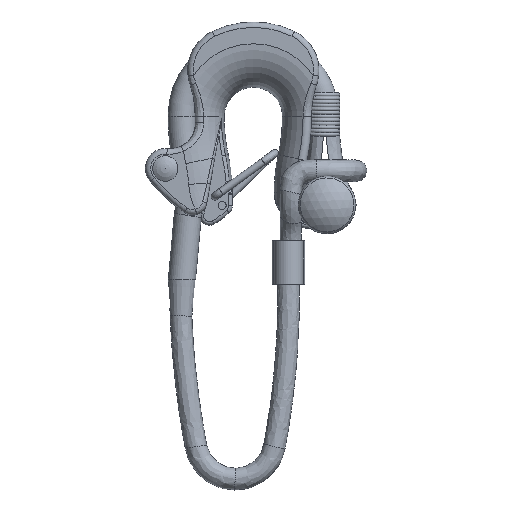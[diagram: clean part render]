
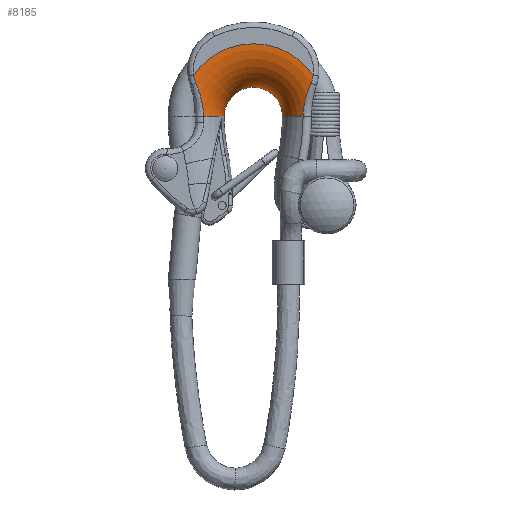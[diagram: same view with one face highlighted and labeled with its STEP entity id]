
A CAD part, left-side view. The second image highlights one B-rep face of the part: STEP entity #8185.
In plain terms, the highlighted toroidal (fillet/blend) face has major radius 20 mm and minor radius 12 mm.
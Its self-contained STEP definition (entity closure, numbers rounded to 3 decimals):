
#706=TOROIDAL_SURFACE('',#9131,20.,12.);
#1291=B_SPLINE_CURVE_WITH_KNOTS('',3,(#22435,#22436,#22437,#22438,#22439),
 .UNSPECIFIED.,.F.,.F.,(4,1,4),(-0.949,-0.407,0.),
 .UNSPECIFIED.);
#1292=B_SPLINE_CURVE_WITH_KNOTS('',3,(#22463,#22464,#22465,#22466),
 .UNSPECIFIED.,.F.,.F.,(4,4),(-0.213,0.),.UNSPECIFIED.);
#1294=B_SPLINE_CURVE_WITH_KNOTS('',3,(#22511,#22512,#22513,#22514),
 .UNSPECIFIED.,.F.,.F.,(4,4),(-0.213,0.),.UNSPECIFIED.);
#1296=B_SPLINE_CURVE_WITH_KNOTS('',3,(#22551,#22552,#22553,#22554,#22555),
 .UNSPECIFIED.,.F.,.F.,(4,1,4),(-0.949,-0.407,0.),
 .UNSPECIFIED.);
#1303=B_SPLINE_CURVE_WITH_KNOTS('',3,(#22733,#22734,#22735,#22736,#22737),
 .UNSPECIFIED.,.F.,.F.,(4,1,4),(-0.949,-0.407,0.),
 .UNSPECIFIED.);
#1304=B_SPLINE_CURVE_WITH_KNOTS('',3,(#22760,#22761,#22762,#22763),
 .UNSPECIFIED.,.F.,.F.,(4,4),(-0.213,0.),
 .UNSPECIFIED.);
#1305=B_SPLINE_CURVE_WITH_KNOTS('',3,(#22798,#22799,#22800,#22801),
 .UNSPECIFIED.,.F.,.F.,(4,4),(-0.213,0.),.UNSPECIFIED.);
#1306=B_SPLINE_CURVE_WITH_KNOTS('',3,(#22834,#22835,#22836,#22837,#22838),
 .UNSPECIFIED.,.F.,.F.,(4,1,4),(-0.949,-0.407,0.),
 .UNSPECIFIED.);
#1766=FACE_OUTER_BOUND('',#2290,.T.);
#2290=EDGE_LOOP('',(#7468,#7469,#7470,#7471,#7472,#7473,#7474,#7475,#7476,
#7477,#7478,#7479));
#2865=CIRCLE('',#9126,12.);
#2867=CIRCLE('',#9130,20.);
#2868=CIRCLE('',#9132,12.);
#2869=CIRCLE('',#9133,20.);
#3590=VERTEX_POINT('',#22400);
#3591=VERTEX_POINT('',#22433);
#3593=VERTEX_POINT('',#22461);
#3599=VERTEX_POINT('',#22485);
#3600=VERTEX_POINT('',#22509);
#3601=VERTEX_POINT('',#22549);
#3606=VERTEX_POINT('',#22698);
#3607=VERTEX_POINT('',#22731);
#3608=VERTEX_POINT('',#22758);
#3611=VERTEX_POINT('',#22773);
#3612=VERTEX_POINT('',#22796);
#3613=VERTEX_POINT('',#22832);
#4817=EDGE_CURVE('',#3591,#3590,#1291,.T.);
#4819=EDGE_CURVE('',#3593,#3591,#1292,.T.);
#4831=EDGE_CURVE('',#3600,#3599,#1294,.T.);
#4834=EDGE_CURVE('',#3601,#3600,#1296,.T.);
#4848=EDGE_CURVE('',#3607,#3606,#1303,.T.);
#4850=EDGE_CURVE('',#3608,#3607,#1304,.T.);
#4858=EDGE_CURVE('',#3612,#3611,#1305,.T.);
#4860=EDGE_CURVE('',#3613,#3612,#1306,.T.);
#4914=EDGE_CURVE('',#3613,#3590,#2865,.T.);
#4916=EDGE_CURVE('',#3593,#3599,#2867,.T.);
#4917=EDGE_CURVE('',#3606,#3601,#2868,.T.);
#4918=EDGE_CURVE('',#3611,#3608,#2869,.T.);
#7468=ORIENTED_EDGE('',*,*,#4860,.F.);
#7469=ORIENTED_EDGE('',*,*,#4914,.T.);
#7470=ORIENTED_EDGE('',*,*,#4817,.F.);
#7471=ORIENTED_EDGE('',*,*,#4819,.F.);
#7472=ORIENTED_EDGE('',*,*,#4916,.T.);
#7473=ORIENTED_EDGE('',*,*,#4831,.F.);
#7474=ORIENTED_EDGE('',*,*,#4834,.F.);
#7475=ORIENTED_EDGE('',*,*,#4917,.F.);
#7476=ORIENTED_EDGE('',*,*,#4848,.F.);
#7477=ORIENTED_EDGE('',*,*,#4850,.F.);
#7478=ORIENTED_EDGE('',*,*,#4918,.F.);
#7479=ORIENTED_EDGE('',*,*,#4858,.F.);
#8185=ADVANCED_FACE('',(#1766),#706,.T.);
#9126=AXIS2_PLACEMENT_3D('',#23107,#11145,#11146);
#9130=AXIS2_PLACEMENT_3D('',#23111,#11153,#11154);
#9131=AXIS2_PLACEMENT_3D('',#23112,#11155,#11156);
#9132=AXIS2_PLACEMENT_3D('',#23113,#11157,#11158);
#9133=AXIS2_PLACEMENT_3D('',#23114,#11159,#11160);
#11145=DIRECTION('center_axis',(0.,0.,1.));
#11146=DIRECTION('ref_axis',(-1.,0.,0.));
#11153=DIRECTION('center_axis',(1.,0.,0.));
#11154=DIRECTION('ref_axis',(0.,1.,0.));
#11155=DIRECTION('center_axis',(1.,0.,0.));
#11156=DIRECTION('ref_axis',(0.,0.,-1.));
#11157=DIRECTION('center_axis',(0.,0.,-1.));
#11158=DIRECTION('ref_axis',(0.,1.,0.));
#11159=DIRECTION('center_axis',(1.,0.,0.));
#11160=DIRECTION('ref_axis',(0.,1.,0.));
#22400=CARTESIAN_POINT('',(10.222,13.714,0.));
#22433=CARTESIAN_POINT('',(11.875,15.842,9.103));
#22435=CARTESIAN_POINT('Ctrl Pts',(11.875,15.842,9.103));
#22436=CARTESIAN_POINT('Ctrl Pts',(11.65,15.087,7.318));
#22437=CARTESIAN_POINT('Ctrl Pts',(10.758,14.072,4.259));
#22438=CARTESIAN_POINT('Ctrl Pts',(10.222,13.714,1.283));
#22439=CARTESIAN_POINT('Ctrl Pts',(10.222,13.714,0.));
#22461=CARTESIAN_POINT('',(12.,16.51,11.288));
#22463=CARTESIAN_POINT('Ctrl Pts',(12.,16.51,11.288));
#22464=CARTESIAN_POINT('Ctrl Pts',(12.,16.365,10.544));
#22465=CARTESIAN_POINT('Ctrl Pts',(11.963,16.139,9.806));
#22466=CARTESIAN_POINT('Ctrl Pts',(11.875,15.842,9.103));
#22485=CARTESIAN_POINT('',(12.,-16.51,11.288));
#22509=CARTESIAN_POINT('',(11.875,-15.842,9.103));
#22511=CARTESIAN_POINT('Ctrl Pts',(11.875,-15.842,9.103));
#22512=CARTESIAN_POINT('Ctrl Pts',(11.963,-16.139,9.806));
#22513=CARTESIAN_POINT('Ctrl Pts',(12.,-16.365,10.544));
#22514=CARTESIAN_POINT('Ctrl Pts',(12.,-16.51,11.288));
#22549=CARTESIAN_POINT('',(10.222,-13.714,0.));
#22551=CARTESIAN_POINT('Ctrl Pts',(10.222,-13.714,0.));
#22552=CARTESIAN_POINT('Ctrl Pts',(10.222,-13.714,1.71));
#22553=CARTESIAN_POINT('Ctrl Pts',(10.94,-14.187,4.682));
#22554=CARTESIAN_POINT('Ctrl Pts',(11.706,-15.276,7.764));
#22555=CARTESIAN_POINT('Ctrl Pts',(11.875,-15.842,9.103));
#22698=CARTESIAN_POINT('',(-10.222,-13.714,0.));
#22731=CARTESIAN_POINT('',(-11.875,-15.842,9.103));
#22733=CARTESIAN_POINT('Ctrl Pts',(-11.875,-15.842,
9.103));
#22734=CARTESIAN_POINT('Ctrl Pts',(-11.65,-15.087,
7.318));
#22735=CARTESIAN_POINT('Ctrl Pts',(-10.758,-14.072,4.259));
#22736=CARTESIAN_POINT('Ctrl Pts',(-10.222,-13.714,1.283));
#22737=CARTESIAN_POINT('Ctrl Pts',(-10.222,-13.714,0.));
#22758=CARTESIAN_POINT('',(-12.,-16.51,11.288));
#22760=CARTESIAN_POINT('Ctrl Pts',(-12.,-16.51,11.288));
#22761=CARTESIAN_POINT('Ctrl Pts',(-12.,-16.365,10.544));
#22762=CARTESIAN_POINT('Ctrl Pts',(-11.963,-16.139,
9.806));
#22763=CARTESIAN_POINT('Ctrl Pts',(-11.875,-15.842,
9.103));
#22773=CARTESIAN_POINT('',(-12.,16.51,11.288));
#22796=CARTESIAN_POINT('',(-11.875,15.842,9.103));
#22798=CARTESIAN_POINT('Ctrl Pts',(-11.875,15.842,9.103));
#22799=CARTESIAN_POINT('Ctrl Pts',(-11.963,16.139,9.806));
#22800=CARTESIAN_POINT('Ctrl Pts',(-12.,16.365,10.544));
#22801=CARTESIAN_POINT('Ctrl Pts',(-12.,16.51,11.288));
#22832=CARTESIAN_POINT('',(-10.222,13.714,0.));
#22834=CARTESIAN_POINT('Ctrl Pts',(-10.222,13.714,0.));
#22835=CARTESIAN_POINT('Ctrl Pts',(-10.222,13.714,1.71));
#22836=CARTESIAN_POINT('Ctrl Pts',(-10.94,14.187,4.682));
#22837=CARTESIAN_POINT('Ctrl Pts',(-11.706,15.276,7.764));
#22838=CARTESIAN_POINT('Ctrl Pts',(-11.875,15.842,9.103));
#23107=CARTESIAN_POINT('Origin',(0.,20.,0.));
#23111=CARTESIAN_POINT('Origin',(12.,0.,0.));
#23112=CARTESIAN_POINT('Origin',(0.,0.,0.));
#23113=CARTESIAN_POINT('Origin',(0.,-20.,0.));
#23114=CARTESIAN_POINT('Origin',(-12.,0.,0.));
